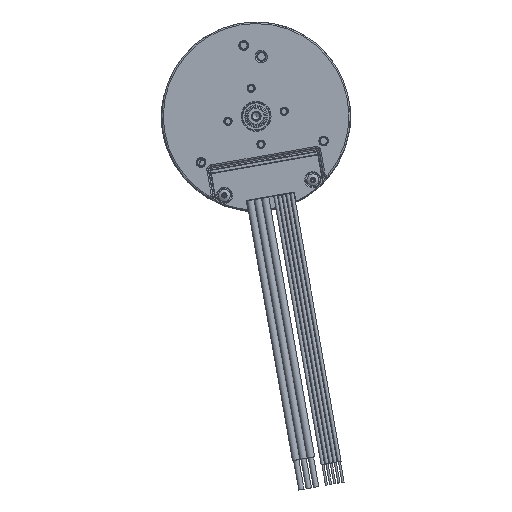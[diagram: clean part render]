
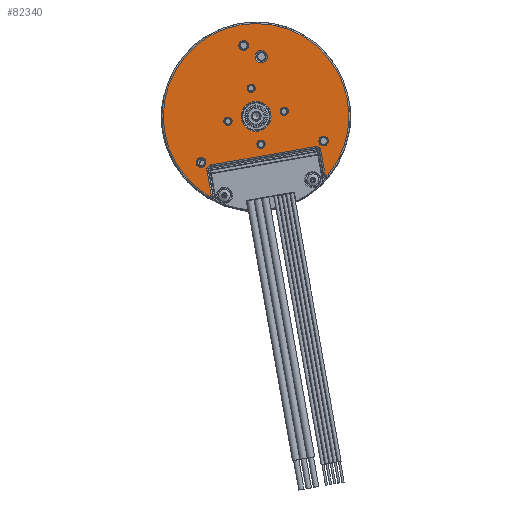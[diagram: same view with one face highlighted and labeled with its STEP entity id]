
A CAD part, top view. The second image highlights one B-rep face of the part: STEP entity #82340.
In plain terms, the highlighted planar face has unit normal (0, 0, 1).
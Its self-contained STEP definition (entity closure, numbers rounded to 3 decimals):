
#4056=FACE_BOUND('',#13136,.T.);
#4057=FACE_BOUND('',#13137,.T.);
#4058=FACE_BOUND('',#13138,.T.);
#4059=FACE_BOUND('',#13139,.T.);
#4060=FACE_BOUND('',#13140,.T.);
#4061=FACE_BOUND('',#13141,.T.);
#4062=FACE_BOUND('',#13142,.T.);
#4063=FACE_BOUND('',#13143,.T.);
#4064=FACE_BOUND('',#13144,.T.);
#5748=PLANE('',#87865);
#8379=FACE_OUTER_BOUND('',#13135,.T.);
#13135=EDGE_LOOP('',(#58142,#58143,#58144,#58145,#58146,#58147,#58148,#58149,
#58150,#58151));
#13136=EDGE_LOOP('',(#58152));
#13137=EDGE_LOOP('',(#58153));
#13138=EDGE_LOOP('',(#58154));
#13139=EDGE_LOOP('',(#58155));
#13140=EDGE_LOOP('',(#58156));
#13141=EDGE_LOOP('',(#58157));
#13142=EDGE_LOOP('',(#58158));
#13143=EDGE_LOOP('',(#58159));
#13144=EDGE_LOOP('',(#58160));
#19603=LINE('',#124261,#25668);
#19604=LINE('',#124265,#25669);
#19605=LINE('',#124269,#25670);
#19606=LINE('',#124273,#25671);
#19607=LINE('',#124276,#25672);
#25668=VECTOR('',#99802,0.643);
#25669=VECTOR('',#99805,8.);
#25670=VECTOR('',#99808,35.4);
#25671=VECTOR('',#99811,8.);
#25672=VECTOR('',#99814,0.643);
#29803=CIRCLE('',#87861,2.077);
#29806=CIRCLE('',#87866,31.);
#29807=CIRCLE('',#87867,0.392);
#29808=CIRCLE('',#87868,1.608);
#29809=CIRCLE('',#87869,1.608);
#29810=CIRCLE('',#87870,0.392);
#29811=CIRCLE('',#87871,5.);
#29812=CIRCLE('',#87872,1.375);
#29813=CIRCLE('',#87873,1.375);
#29814=CIRCLE('',#87874,1.375);
#29815=CIRCLE('',#87875,1.375);
#29816=CIRCLE('',#87876,1.625);
#29817=CIRCLE('',#87877,1.625);
#29818=CIRCLE('',#87878,1.625);
#34780=VERTEX_POINT('',#124249);
#34783=VERTEX_POINT('',#124257);
#34784=VERTEX_POINT('',#124258);
#34785=VERTEX_POINT('',#124260);
#34786=VERTEX_POINT('',#124262);
#34787=VERTEX_POINT('',#124264);
#34788=VERTEX_POINT('',#124266);
#34789=VERTEX_POINT('',#124268);
#34790=VERTEX_POINT('',#124270);
#34791=VERTEX_POINT('',#124272);
#34792=VERTEX_POINT('',#124274);
#34793=VERTEX_POINT('',#124277);
#34794=VERTEX_POINT('',#124279);
#34795=VERTEX_POINT('',#124281);
#34796=VERTEX_POINT('',#124283);
#34797=VERTEX_POINT('',#124285);
#34798=VERTEX_POINT('',#124287);
#34799=VERTEX_POINT('',#124289);
#34800=VERTEX_POINT('',#124291);
#43492=EDGE_CURVE('',#34780,#34780,#29803,.F.);
#43495=EDGE_CURVE('',#34783,#34784,#29806,.T.);
#43496=EDGE_CURVE('',#34783,#34785,#19603,.F.);
#43497=EDGE_CURVE('',#34785,#34786,#29807,.F.);
#43498=EDGE_CURVE('',#34786,#34787,#19604,.T.);
#43499=EDGE_CURVE('',#34787,#34788,#29808,.T.);
#43500=EDGE_CURVE('',#34788,#34789,#19605,.T.);
#43501=EDGE_CURVE('',#34789,#34790,#29809,.T.);
#43502=EDGE_CURVE('',#34790,#34791,#19606,.T.);
#43503=EDGE_CURVE('',#34791,#34792,#29810,.F.);
#43504=EDGE_CURVE('',#34792,#34784,#19607,.F.);
#43505=EDGE_CURVE('',#34793,#34793,#29811,.F.);
#43506=EDGE_CURVE('',#34794,#34794,#29812,.T.);
#43507=EDGE_CURVE('',#34795,#34795,#29813,.T.);
#43508=EDGE_CURVE('',#34796,#34796,#29814,.T.);
#43509=EDGE_CURVE('',#34797,#34797,#29815,.T.);
#43510=EDGE_CURVE('',#34798,#34798,#29816,.T.);
#43511=EDGE_CURVE('',#34799,#34799,#29817,.T.);
#43512=EDGE_CURVE('',#34800,#34800,#29818,.T.);
#58142=ORIENTED_EDGE('',*,*,#43495,.F.);
#58143=ORIENTED_EDGE('',*,*,#43496,.T.);
#58144=ORIENTED_EDGE('',*,*,#43497,.T.);
#58145=ORIENTED_EDGE('',*,*,#43498,.T.);
#58146=ORIENTED_EDGE('',*,*,#43499,.T.);
#58147=ORIENTED_EDGE('',*,*,#43500,.T.);
#58148=ORIENTED_EDGE('',*,*,#43501,.T.);
#58149=ORIENTED_EDGE('',*,*,#43502,.T.);
#58150=ORIENTED_EDGE('',*,*,#43503,.T.);
#58151=ORIENTED_EDGE('',*,*,#43504,.T.);
#58152=ORIENTED_EDGE('',*,*,#43492,.T.);
#58153=ORIENTED_EDGE('',*,*,#43505,.F.);
#58154=ORIENTED_EDGE('',*,*,#43506,.T.);
#58155=ORIENTED_EDGE('',*,*,#43507,.T.);
#58156=ORIENTED_EDGE('',*,*,#43508,.T.);
#58157=ORIENTED_EDGE('',*,*,#43509,.T.);
#58158=ORIENTED_EDGE('',*,*,#43510,.T.);
#58159=ORIENTED_EDGE('',*,*,#43511,.T.);
#58160=ORIENTED_EDGE('',*,*,#43512,.T.);
#82340=ADVANCED_FACE('',(#8379,#4056,#4057,#4058,#4059,#4060,#4061,#4062,
#4063,#4064),#5748,.F.);
#87861=AXIS2_PLACEMENT_3D('',#124250,#99790,#99791);
#87865=AXIS2_PLACEMENT_3D('',#124256,#99798,#99799);
#87866=AXIS2_PLACEMENT_3D('',#124259,#99800,#99801);
#87867=AXIS2_PLACEMENT_3D('',#124263,#99803,#99804);
#87868=AXIS2_PLACEMENT_3D('',#124267,#99806,#99807);
#87869=AXIS2_PLACEMENT_3D('',#124271,#99809,#99810);
#87870=AXIS2_PLACEMENT_3D('',#124275,#99812,#99813);
#87871=AXIS2_PLACEMENT_3D('',#124278,#99815,#99816);
#87872=AXIS2_PLACEMENT_3D('',#124280,#99817,#99818);
#87873=AXIS2_PLACEMENT_3D('',#124282,#99819,#99820);
#87874=AXIS2_PLACEMENT_3D('',#124284,#99821,#99822);
#87875=AXIS2_PLACEMENT_3D('',#124286,#99823,#99824);
#87876=AXIS2_PLACEMENT_3D('',#124288,#99825,#99826);
#87877=AXIS2_PLACEMENT_3D('',#124290,#99827,#99828);
#87878=AXIS2_PLACEMENT_3D('',#124292,#99829,#99830);
#99790=DIRECTION('center_axis',(0.,0.,
1.));
#99791=DIRECTION('ref_axis',(0.985,0.174,0.));
#99798=DIRECTION('center_axis',(0.,0.,
-1.));
#99799=DIRECTION('ref_axis',(0.985,0.174,0.));
#99800=DIRECTION('center_axis',(0.,0.,
-1.));
#99801=DIRECTION('ref_axis',(0.985,0.174,0.));
#99802=DIRECTION('',(-0.985,-0.174,0.));
#99803=DIRECTION('center_axis',(0.,0.,
-1.));
#99804=DIRECTION('ref_axis',(0.985,0.174,0.));
#99805=DIRECTION('',(-0.174,0.985,0.));
#99806=DIRECTION('center_axis',(0.,0.,
-1.));
#99807=DIRECTION('ref_axis',(0.985,0.174,0.));
#99808=DIRECTION('',(0.985,0.174,0.));
#99809=DIRECTION('center_axis',(0.,0.,
-1.));
#99810=DIRECTION('ref_axis',(0.985,0.174,0.));
#99811=DIRECTION('',(0.174,-0.985,0.));
#99812=DIRECTION('center_axis',(0.,0.,
-1.));
#99813=DIRECTION('ref_axis',(0.985,0.174,0.));
#99814=DIRECTION('',(-0.985,-0.174,0.));
#99815=DIRECTION('center_axis',(0.,0.,
-1.));
#99816=DIRECTION('ref_axis',(0.985,0.174,0.));
#99817=DIRECTION('center_axis',(0.,0.,
-1.));
#99818=DIRECTION('ref_axis',(0.985,0.174,0.));
#99819=DIRECTION('center_axis',(0.,0.,
-1.));
#99820=DIRECTION('ref_axis',(0.985,0.174,0.));
#99821=DIRECTION('center_axis',(0.,0.,
-1.));
#99822=DIRECTION('ref_axis',(0.985,0.174,0.));
#99823=DIRECTION('center_axis',(0.,0.,
-1.));
#99824=DIRECTION('ref_axis',(0.985,0.174,0.));
#99825=DIRECTION('center_axis',(0.,0.,
-1.));
#99826=DIRECTION('ref_axis',(0.985,0.174,0.));
#99827=DIRECTION('center_axis',(0.,0.,
-1.));
#99828=DIRECTION('ref_axis',(0.985,0.174,0.));
#99829=DIRECTION('center_axis',(0.,0.,
-1.));
#99830=DIRECTION('ref_axis',(0.985,0.174,0.));
#124249=CARTESIAN_POINT('',(-0.271,19.416,198.15));
#124250=CARTESIAN_POINT('Origin',(1.743,19.924,198.15));
#124256=CARTESIAN_POINT('Origin',(0.781,-4.432,198.15));
#124257=CARTESIAN_POINT('',(-15.972,-26.569,198.15));
#124258=CARTESIAN_POINT('',(24.096,-19.504,198.15));
#124259=CARTESIAN_POINT('Origin',(0.,0.,
198.15));
#124260=CARTESIAN_POINT('',(-15.339,-26.457,198.15));
#124261=CARTESIAN_POINT('',(-15.339,-26.457,198.15));
#124262=CARTESIAN_POINT('',(-15.021,-26.003,198.15));
#124263=CARTESIAN_POINT('Origin',(-15.407,-26.071,198.15));
#124264=CARTESIAN_POINT('',(-16.41,-18.125,198.15));
#124265=CARTESIAN_POINT('',(-15.021,-26.003,198.15));
#124266=CARTESIAN_POINT('',(-15.106,-16.262,198.15));
#124267=CARTESIAN_POINT('Origin',(-14.826,-17.846,198.15));
#124268=CARTESIAN_POINT('',(19.757,-10.115,198.15));
#124269=CARTESIAN_POINT('',(-15.106,-16.262,198.15));
#124270=CARTESIAN_POINT('',(21.62,-11.419,198.15));
#124271=CARTESIAN_POINT('Origin',(20.036,-11.699,198.15));
#124272=CARTESIAN_POINT('',(23.009,-19.298,198.15));
#124273=CARTESIAN_POINT('',(21.62,-11.419,198.15));
#124274=CARTESIAN_POINT('',(23.463,-19.615,198.15));
#124275=CARTESIAN_POINT('Origin',(23.395,-19.23,198.15));
#124276=CARTESIAN_POINT('',(24.096,-19.504,198.15));
#124277=CARTESIAN_POINT('',(-4.924,-0.868,198.15));
#124278=CARTESIAN_POINT('Origin',(0.,0.,
198.15));
#124279=CARTESIAN_POINT('',(0.351,-8.941,198.15));
#124280=CARTESIAN_POINT('Origin',(1.654,-9.38,198.15));
#124281=CARTESIAN_POINT('',(8.941,0.351,198.15));
#124282=CARTESIAN_POINT('Origin',(9.38,1.654,198.15));
#124283=CARTESIAN_POINT('',(-8.941,-0.351,198.15));
#124284=CARTESIAN_POINT('Origin',(-9.38,-1.654,198.15));
#124285=CARTESIAN_POINT('',(-2.957,9.82,198.15));
#124286=CARTESIAN_POINT('Origin',(-1.654,9.38,198.15));
#124287=CARTESIAN_POINT('',(-2.628,23.116,198.15));
#124288=CARTESIAN_POINT('Origin',(-4.168,23.635,198.15));
#124289=CARTESIAN_POINT('',(-18.705,-13.834,198.15));
#124290=CARTESIAN_POINT('Origin',(-18.385,-15.427,198.15));
#124291=CARTESIAN_POINT('',(21.333,-9.282,198.15));
#124292=CARTESIAN_POINT('Origin',(22.553,-8.208,198.15));
